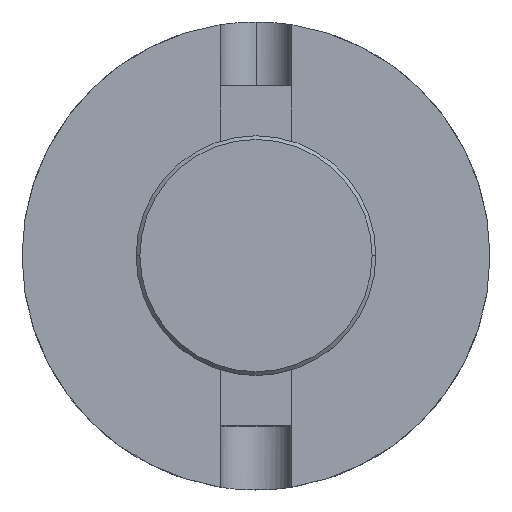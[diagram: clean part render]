
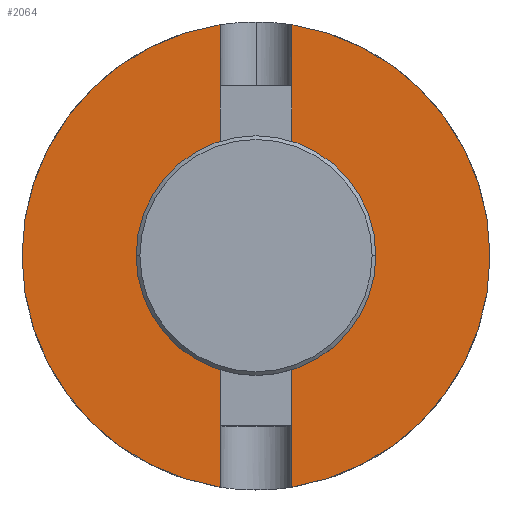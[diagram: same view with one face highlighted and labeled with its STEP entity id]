
A CAD part, top view. The second image highlights one B-rep face of the part: STEP entity #2064.
In plain terms, the highlighted planar face has unit normal (0, 0, 1).
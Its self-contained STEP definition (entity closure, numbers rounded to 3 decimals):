
#19 = EDGE_CURVE ( 'NONE', #1329, #1210, #1416, .T. ) ;
#61 = CARTESIAN_POINT ( 'NONE',  ( 0., 0., 60.96 ) ) ;
#64 = PLANE ( 'NONE',  #1828 ) ;
#110 = EDGE_CURVE ( 'NONE', #1329, #1221, #2270, .T. ) ;
#146 = VERTEX_POINT ( 'NONE', #2133 ) ;
#182 = VECTOR ( 'NONE', #1928, 1000. ) ;
#209 = VERTEX_POINT ( 'NONE', #609 ) ;
#234 = ORIENTED_EDGE ( 'NONE', *, *, #848, .T. ) ;
#241 = EDGE_CURVE ( 'NONE', #209, #1210, #1071, .T. ) ;
#314 = DIRECTION ( 'NONE',  ( 1., 0., 0. ) ) ;
#328 = CARTESIAN_POINT ( 'NONE',  ( 9.525, 26., 60.96 ) ) ;
#340 = EDGE_CURVE ( 'NONE', #1603, #146, #1721, .T. ) ;
#342 = ORIENTED_EDGE ( 'NONE', *, *, #346, .T. ) ;
#346 = EDGE_CURVE ( 'NONE', #2482, #532, #2247, .T. ) ;
#364 = DIRECTION ( 'NONE',  ( 1., 0., 0. ) ) ;
#374 = EDGE_CURVE ( 'NONE', #1673, #1460, #1208, .T. ) ;
#410 = VECTOR ( 'NONE', #1765, 1000. ) ;
#412 = ORIENTED_EDGE ( 'NONE', *, *, #110, .F. ) ;
#439 = VECTOR ( 'NONE', #1535, 1000. ) ;
#468 = VECTOR ( 'NONE', #2035, 1000. ) ;
#486 = EDGE_CURVE ( 'NONE', #1980, #1603, #967, .T. ) ;
#503 = ORIENTED_EDGE ( 'NONE', *, *, #486, .T. ) ;
#532 = VERTEX_POINT ( 'NONE', #1095 ) ;
#565 = DIRECTION ( 'NONE',  ( 0., 0., 1. ) ) ;
#609 = CARTESIAN_POINT ( 'NONE',  ( 9.525, -61.24, 60.96 ) ) ;
#677 = LINE ( 'NONE', #2263, #182 ) ;
#685 = AXIS2_PLACEMENT_3D ( 'NONE', #2212, #2319, #2412 ) ;
#697 = CIRCLE ( 'NONE', #1892, 61.976 ) ;
#721 = CARTESIAN_POINT ( 'NONE',  ( -25.4, 0., 60.96 ) ) ;
#733 = ORIENTED_EDGE ( 'NONE', *, *, #374, .F. ) ;
#766 = DIRECTION ( 'NONE',  ( 1., 0., 0. ) ) ;
#782 = CARTESIAN_POINT ( 'NONE',  ( 9.525, 61.24, 60.96 ) ) ;
#783 = CARTESIAN_POINT ( 'NONE',  ( 0., -26., 60.96 ) ) ;
#812 = AXIS2_PLACEMENT_3D ( 'NONE', #1642, #829, #1632 ) ;
#829 = DIRECTION ( 'NONE',  ( 0., 0., 1. ) ) ;
#844 = DIRECTION ( 'NONE',  ( 0., 0., 1. ) ) ;
#848 = EDGE_CURVE ( 'NONE', #1480, #1980, #2102, .T. ) ;
#866 = CIRCLE ( 'NONE', #685, 61.976 ) ;
#867 = AXIS2_PLACEMENT_3D ( 'NONE', #1138, #1317, #1328 ) ;
#967 = LINE ( 'NONE', #1338, #468 ) ;
#968 = EDGE_CURVE ( 'NONE', #1460, #1673, #1865, .T. ) ;
#1013 = EDGE_LOOP ( 'NONE', ( #1236, #1576, #342, #1936, #412, #2226, #1103, #1401, #234, #503 ) ) ;
#1071 = LINE ( 'NONE', #1781, #439 ) ;
#1095 = CARTESIAN_POINT ( 'NONE',  ( -61.976, 0., 60.96 ) ) ;
#1103 = ORIENTED_EDGE ( 'NONE', *, *, #241, .F. ) ;
#1138 = CARTESIAN_POINT ( 'NONE',  ( 0., 0., 60.96 ) ) ;
#1139 = CARTESIAN_POINT ( 'NONE',  ( 9.525, -26., 60.96 ) ) ;
#1161 = CARTESIAN_POINT ( 'NONE',  ( -9.525, -26., 60.96 ) ) ;
#1182 = CARTESIAN_POINT ( 'NONE',  ( 61.976, 0., 60.96 ) ) ;
#1195 = AXIS2_PLACEMENT_3D ( 'NONE', #1446, #2373, #314 ) ;
#1208 = CIRCLE ( 'NONE', #1195, 25.4 ) ;
#1210 = VERTEX_POINT ( 'NONE', #1139 ) ;
#1221 = VERTEX_POINT ( 'NONE', #1318 ) ;
#1236 = ORIENTED_EDGE ( 'NONE', *, *, #340, .T. ) ;
#1293 = EDGE_CURVE ( 'NONE', #532, #1221, #866, .T. ) ;
#1317 = DIRECTION ( 'NONE',  ( 0., 0., 1. ) ) ;
#1318 = CARTESIAN_POINT ( 'NONE',  ( -9.525, -61.24, 60.96 ) ) ;
#1328 = DIRECTION ( 'NONE',  ( 1., 0., 0. ) ) ;
#1329 = VERTEX_POINT ( 'NONE', #1161 ) ;
#1338 = CARTESIAN_POINT ( 'NONE',  ( 9.525, 61.976, 60.96 ) ) ;
#1356 = EDGE_CURVE ( 'NONE', #146, #2482, #677, .T. ) ;
#1374 = DIRECTION ( 'NONE',  ( 0., 0., 1. ) ) ;
#1376 = FACE_BOUND ( 'NONE', #1947, .T. ) ;
#1401 = ORIENTED_EDGE ( 'NONE', *, *, #2457, .T. ) ;
#1416 = LINE ( 'NONE', #783, #2446 ) ;
#1446 = CARTESIAN_POINT ( 'NONE',  ( 0., 0., 60.96 ) ) ;
#1460 = VERTEX_POINT ( 'NONE', #721 ) ;
#1480 = VERTEX_POINT ( 'NONE', #1182 ) ;
#1535 = DIRECTION ( 'NONE',  ( 0., 1., 0. ) ) ;
#1543 = ORIENTED_EDGE ( 'NONE', *, *, #968, .F. ) ;
#1548 = AXIS2_PLACEMENT_3D ( 'NONE', #61, #565, #364 ) ;
#1576 = ORIENTED_EDGE ( 'NONE', *, *, #1356, .T. ) ;
#1588 = CARTESIAN_POINT ( 'NONE',  ( 25.4, 0., 60.96 ) ) ;
#1603 = VERTEX_POINT ( 'NONE', #328 ) ;
#1632 = DIRECTION ( 'NONE',  ( 1., 0., 0. ) ) ;
#1642 = CARTESIAN_POINT ( 'NONE',  ( 0., 0., 60.96 ) ) ;
#1673 = VERTEX_POINT ( 'NONE', #1588 ) ;
#1721 = LINE ( 'NONE', #1832, #2298 ) ;
#1765 = DIRECTION ( 'NONE',  ( 0., -1., 0. ) ) ;
#1781 = CARTESIAN_POINT ( 'NONE',  ( 9.525, 61.976, 60.96 ) ) ;
#1828 = AXIS2_PLACEMENT_3D ( 'NONE', #2286, #1374, #2331 ) ;
#1832 = CARTESIAN_POINT ( 'NONE',  ( 0., 26., 60.96 ) ) ;
#1842 = FACE_OUTER_BOUND ( 'NONE', #1013, .T. ) ;
#1848 = CARTESIAN_POINT ( 'NONE',  ( -9.525, 61.24, 60.96 ) ) ;
#1865 = CIRCLE ( 'NONE', #867, 25.4 ) ;
#1892 = AXIS2_PLACEMENT_3D ( 'NONE', #1998, #844, #2200 ) ;
#1928 = DIRECTION ( 'NONE',  ( 0., 1., 0. ) ) ;
#1936 = ORIENTED_EDGE ( 'NONE', *, *, #1293, .T. ) ;
#1947 = EDGE_LOOP ( 'NONE', ( #733, #1543 ) ) ;
#1980 = VERTEX_POINT ( 'NONE', #782 ) ;
#1998 = CARTESIAN_POINT ( 'NONE',  ( 0., 0., 60.96 ) ) ;
#2035 = DIRECTION ( 'NONE',  ( 0., -1., 0. ) ) ;
#2064 = ADVANCED_FACE ( 'NONE', ( #1376, #1842 ), #64, .T. ) ;
#2102 = CIRCLE ( 'NONE', #1548, 61.976 ) ;
#2133 = CARTESIAN_POINT ( 'NONE',  ( -9.525, 26., 60.96 ) ) ;
#2200 = DIRECTION ( 'NONE',  ( 1., 0., 0. ) ) ;
#2212 = CARTESIAN_POINT ( 'NONE',  ( 0., 0., 60.96 ) ) ;
#2226 = ORIENTED_EDGE ( 'NONE', *, *, #19, .T. ) ;
#2247 = CIRCLE ( 'NONE', #812, 61.976 ) ;
#2263 = CARTESIAN_POINT ( 'NONE',  ( -9.525, 61.976, 60.96 ) ) ;
#2270 = LINE ( 'NONE', #2360, #410 ) ;
#2286 = CARTESIAN_POINT ( 'NONE',  ( 0., 61.976, 60.96 ) ) ;
#2298 = VECTOR ( 'NONE', #2336, 1000. ) ;
#2319 = DIRECTION ( 'NONE',  ( 0., 0., 1. ) ) ;
#2331 = DIRECTION ( 'NONE',  ( 1., 0., 0. ) ) ;
#2336 = DIRECTION ( 'NONE',  ( -1., 0., 0. ) ) ;
#2360 = CARTESIAN_POINT ( 'NONE',  ( -9.525, 61.976, 60.96 ) ) ;
#2373 = DIRECTION ( 'NONE',  ( 0., 0., 1. ) ) ;
#2412 = DIRECTION ( 'NONE',  ( 1., 0., 0. ) ) ;
#2446 = VECTOR ( 'NONE', #766, 1000. ) ;
#2457 = EDGE_CURVE ( 'NONE', #209, #1480, #697, .T. ) ;
#2482 = VERTEX_POINT ( 'NONE', #1848 ) ;
